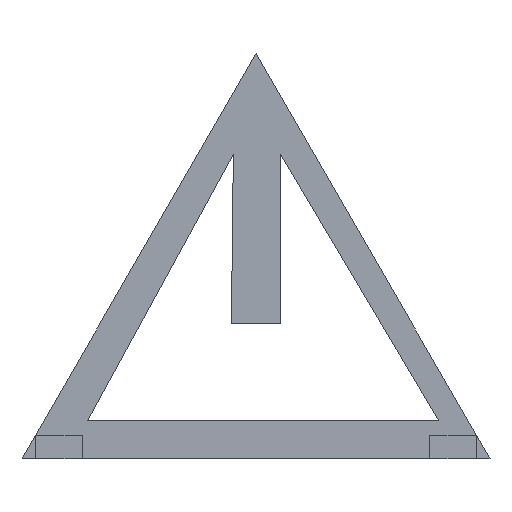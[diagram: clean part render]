
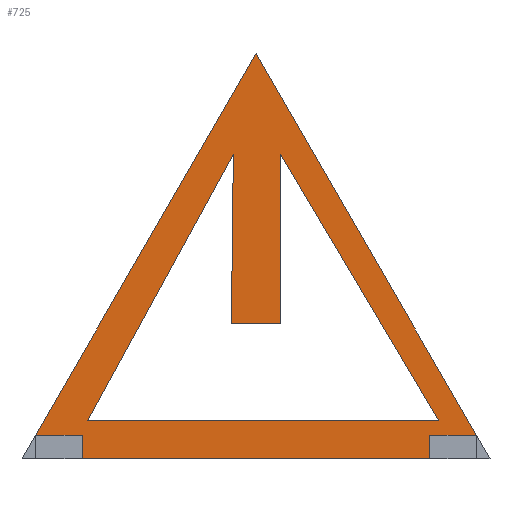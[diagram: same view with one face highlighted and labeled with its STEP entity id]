
A CAD part, front view. The second image highlights one B-rep face of the part: STEP entity #725.
In plain terms, the highlighted planar face has unit normal (0, -1, 0).
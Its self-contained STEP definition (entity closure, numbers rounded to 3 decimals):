
#20=FACE_BOUND('',#133,.T.);
#45=PLANE('',#790);
#88=FACE_OUTER_BOUND('',#132,.T.);
#132=EDGE_LOOP('',(#617,#618,#619,#620,#621,#622,#623));
#133=EDGE_LOOP('',(#624,#625,#626,#627,#628,#629));
#191=LINE('',#1107,#278);
#195=LINE('',#1115,#282);
#204=LINE('',#1134,#291);
#212=LINE('',#1150,#299);
#215=LINE('',#1156,#302);
#216=LINE('',#1157,#303);
#217=LINE('',#1158,#304);
#218=LINE('',#1161,#305);
#219=LINE('',#1163,#306);
#220=LINE('',#1165,#307);
#221=LINE('',#1167,#308);
#222=LINE('',#1169,#309);
#223=LINE('',#1170,#310);
#278=VECTOR('',#910,10.);
#282=VECTOR('',#916,10.);
#291=VECTOR('',#933,10.);
#299=VECTOR('',#945,10.);
#302=VECTOR('',#952,10.);
#303=VECTOR('',#953,10.);
#304=VECTOR('',#954,10.);
#305=VECTOR('',#955,10.);
#306=VECTOR('',#956,10.);
#307=VECTOR('',#957,10.);
#308=VECTOR('',#958,10.);
#309=VECTOR('',#959,10.);
#310=VECTOR('',#960,10.);
#371=VERTEX_POINT('',#1105);
#372=VERTEX_POINT('',#1106);
#375=VERTEX_POINT('',#1114);
#380=VERTEX_POINT('',#1132);
#381=VERTEX_POINT('',#1133);
#385=VERTEX_POINT('',#1142);
#388=VERTEX_POINT('',#1155);
#389=VERTEX_POINT('',#1159);
#390=VERTEX_POINT('',#1160);
#391=VERTEX_POINT('',#1162);
#392=VERTEX_POINT('',#1164);
#393=VERTEX_POINT('',#1166);
#394=VERTEX_POINT('',#1168);
#451=EDGE_CURVE('',#371,#372,#191,.T.);
#455=EDGE_CURVE('',#372,#375,#195,.T.);
#464=EDGE_CURVE('',#380,#381,#204,.T.);
#472=EDGE_CURVE('',#385,#380,#212,.T.);
#475=EDGE_CURVE('',#375,#388,#215,.T.);
#476=EDGE_CURVE('',#388,#385,#216,.T.);
#477=EDGE_CURVE('',#381,#371,#217,.T.);
#478=EDGE_CURVE('',#389,#390,#218,.T.);
#479=EDGE_CURVE('',#391,#389,#219,.T.);
#480=EDGE_CURVE('',#392,#391,#220,.T.);
#481=EDGE_CURVE('',#393,#392,#221,.T.);
#482=EDGE_CURVE('',#394,#393,#222,.T.);
#483=EDGE_CURVE('',#390,#394,#223,.T.);
#617=ORIENTED_EDGE('',*,*,#455,.T.);
#618=ORIENTED_EDGE('',*,*,#475,.T.);
#619=ORIENTED_EDGE('',*,*,#476,.T.);
#620=ORIENTED_EDGE('',*,*,#472,.T.);
#621=ORIENTED_EDGE('',*,*,#464,.T.);
#622=ORIENTED_EDGE('',*,*,#477,.T.);
#623=ORIENTED_EDGE('',*,*,#451,.T.);
#624=ORIENTED_EDGE('',*,*,#478,.F.);
#625=ORIENTED_EDGE('',*,*,#479,.F.);
#626=ORIENTED_EDGE('',*,*,#480,.F.);
#627=ORIENTED_EDGE('',*,*,#481,.F.);
#628=ORIENTED_EDGE('',*,*,#482,.F.);
#629=ORIENTED_EDGE('',*,*,#483,.F.);
#725=ADVANCED_FACE('',(#88,#20),#45,.F.);
#790=AXIS2_PLACEMENT_3D('',#1154,#950,#951);
#910=DIRECTION('',(0.,0.,1.));
#916=DIRECTION('',(1.,0.,0.));
#933=DIRECTION('',(0.,0.,-1.));
#945=DIRECTION('',(1.,0.,0.));
#950=DIRECTION('center_axis',(0.,1.,0.));
#951=DIRECTION('ref_axis',(1.,0.,0.));
#952=DIRECTION('',(-0.5,0.,0.866));
#953=DIRECTION('',(-0.5,0.,-0.866));
#954=DIRECTION('',(1.,0.,0.));
#955=DIRECTION('',(-0.51,0.,0.86));
#956=DIRECTION('',(1.,0.,0.));
#957=DIRECTION('',(-0.48,0.,-0.877));
#958=DIRECTION('',(0.011,0.,1.));
#959=DIRECTION('',(-1.,0.,0.));
#960=DIRECTION('',(0.,0.,-1.));
#1105=CARTESIAN_POINT('',(174.226,-20.,0.));
#1106=CARTESIAN_POINT('',(174.226,-20.,10.));
#1107=CARTESIAN_POINT('',(174.226,-20.,48.301));
#1114=CARTESIAN_POINT('',(194.226,-20.,10.));
#1115=CARTESIAN_POINT('',(147.113,-20.,10.));
#1132=CARTESIAN_POINT('',(25.774,-20.,10.));
#1133=CARTESIAN_POINT('',(25.774,-20.,0.));
#1134=CARTESIAN_POINT('',(25.774,-20.,43.301));
#1142=CARTESIAN_POINT('',(5.774,-20.,10.));
#1150=CARTESIAN_POINT('',(62.887,-20.,10.));
#1154=CARTESIAN_POINT('Origin',(100.,-20.,86.603));
#1155=CARTESIAN_POINT('',(100.,-20.,173.205));
#1156=CARTESIAN_POINT('',(200.,-20.,0.));
#1157=CARTESIAN_POINT('',(100.,-20.,173.205));
#1158=CARTESIAN_POINT('',(0.,-20.,0.));
#1159=CARTESIAN_POINT('',(178.043,-20.,16.191));
#1160=CARTESIAN_POINT('',(110.512,-20.,130.077));
#1161=CARTESIAN_POINT('',(100.,-20.,147.805));
#1162=CARTESIAN_POINT('',(28.043,-20.,16.191));
#1163=CARTESIAN_POINT('',(28.043,-20.,16.191));
#1164=CARTESIAN_POINT('',(90.308,-20.,130.077));
#1165=CARTESIAN_POINT('',(100.,-20.,147.805));
#1166=CARTESIAN_POINT('',(89.488,-20.,57.735));
#1167=CARTESIAN_POINT('',(89.488,-20.,57.735));
#1168=CARTESIAN_POINT('',(110.512,-20.,57.735));
#1169=CARTESIAN_POINT('',(110.512,-20.,57.735));
#1170=CARTESIAN_POINT('',(110.512,-20.,130.077));
